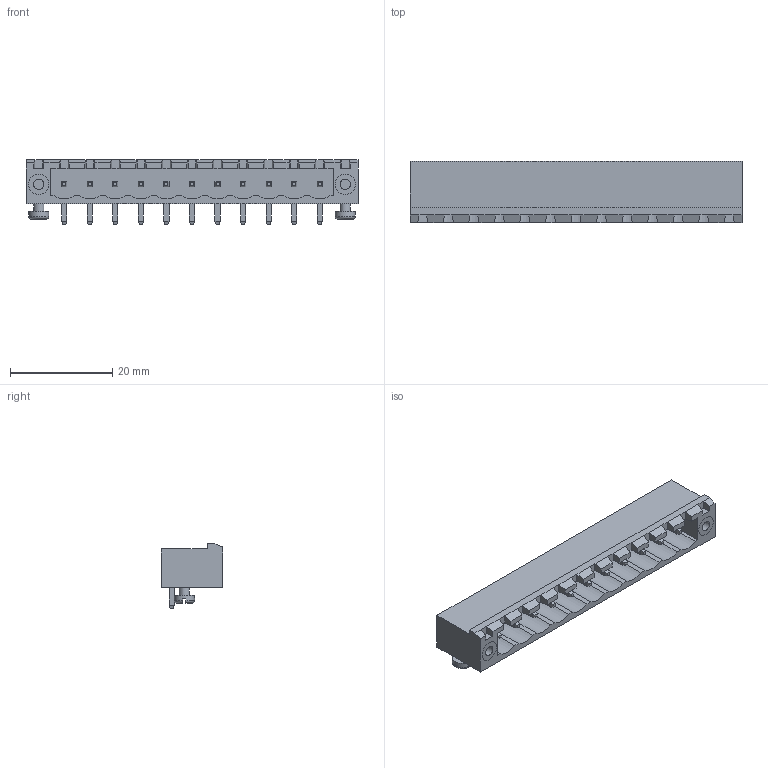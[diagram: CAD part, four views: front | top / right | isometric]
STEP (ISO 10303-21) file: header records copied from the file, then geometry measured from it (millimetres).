
FILE_DESCRIPTION(/* description */ ('model of PhoenixContact_MSTB-GF_11x5.00mm_Angled_ThreadedFlange_MountHole.'),/* implementation_level */ FILE_NAME(/* name */ 'PhoenixContact_MSTB-GF_11x5.00mm_Angled_ThreadedFlange_MountHole..stp',/* time_stamp */ '2017-02-24T01:25:00',/* author */ ('Rene Poeschl',''),/* organization */ (''),/* preprocessor_version */ '',/* originating_system */ '',/* authorisation */ '');
FILE_NAME(/* name */ 'PhoenixContact_MSTB-GF_11x5.00mm_Angled_ThreadedFlange_MountHole..stp',/* time_stamp */ '2017-02-24T01:25:00',/* author */ ('Rene Poeschl',''),/* organization */ (''),/* preprocessor_version */ '',/* originating_system */ '',/* authorisation */ '');
FILE_SCHEMA(('AUTOMOTIVE_DESIGN_CC2 { 1 2 10303 214 -1 1 5 4 }'));
Length unit declared in the file: millimetre
Products named in the file (1): MSTB_01x11_GF_5_00mm_MH
Bounding box: 65 x 12 x 12.6 mm (x, y, z)
Volume: 3520.1 mm3; surface area: 4489.4 mm2
Topology: 1 solids, 1 shells, 324 faces, 766 edges, 474 vertices
Faces by surface type: plane 303, cylinder 17, torus 4
Full cylindrical faces by diameter (mm): 2 x4, 4 x2
Entity records: 23410 total; most frequent: CARTESIAN_POINT 5825, DIRECTION 2716, LINE 1932, VECTOR 1932, ORIENTED_EDGE 1532, PCURVE 1532, DEFINITIONAL_REPRESENTATION 1532, EDGE_CURVE 766
